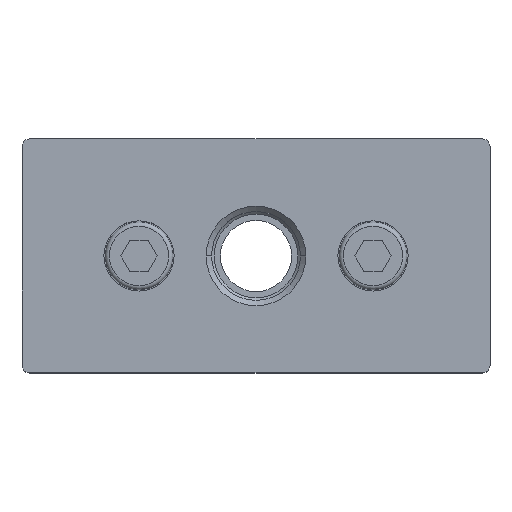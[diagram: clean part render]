
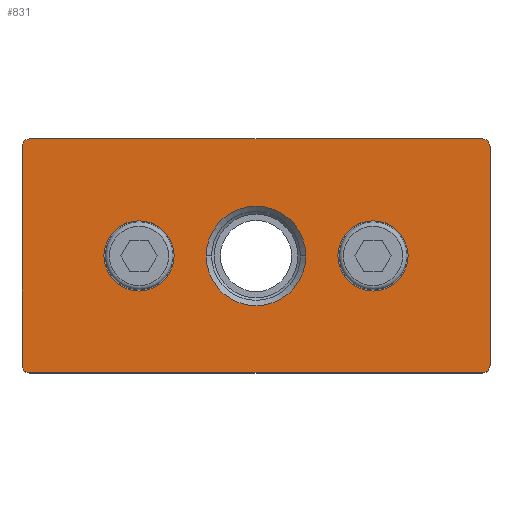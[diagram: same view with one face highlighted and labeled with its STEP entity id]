
A CAD part, top view. The second image highlights one B-rep face of the part: STEP entity #831.
In plain terms, the highlighted planar face has unit normal (0, 0, 1).
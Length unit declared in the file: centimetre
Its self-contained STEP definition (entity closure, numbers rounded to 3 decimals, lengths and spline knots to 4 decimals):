
#46=LINE('',#1295,#112);
#50=LINE('',#1304,#116);
#58=LINE('',#1340,#124);
#59=LINE('',#1344,#125);
#112=VECTOR('',#1023,1.);
#116=VECTOR('',#1033,1.);
#124=VECTOR('',#1077,1.);
#125=VECTOR('',#1080,1.);
#197=FACE_BOUND('',#281,.T.);
#198=FACE_BOUND('',#282,.T.);
#199=FACE_BOUND('',#283,.T.);
#224=FACE_OUTER_BOUND('',#280,.T.);
#280=EDGE_LOOP('',(#630,#631,#632,#633,#634,#635,#636,#637));
#281=EDGE_LOOP('',(#638));
#282=EDGE_LOOP('',(#639));
#283=EDGE_LOOP('',(#640,#641));
#329=CIRCLE('',#877,6.75);
#330=CIRCLE('',#879,6.75);
#339=CIRCLE('',#891,1.5);
#340=CIRCLE('',#894,1.5);
#347=CIRCLE('',#907,9.5725);
#348=CIRCLE('',#909,9.5725);
#349=CIRCLE('',#911,1.5);
#350=CIRCLE('',#912,1.5);
#377=VERTEX_POINT('',#1259);
#378=VERTEX_POINT('',#1263);
#391=VERTEX_POINT('',#1292);
#392=VERTEX_POINT('',#1294);
#393=VERTEX_POINT('',#1298);
#394=VERTEX_POINT('',#1302);
#395=VERTEX_POINT('',#1306);
#402=VERTEX_POINT('',#1331);
#403=VERTEX_POINT('',#1333);
#404=VERTEX_POINT('',#1339);
#405=VERTEX_POINT('',#1341);
#406=VERTEX_POINT('',#1343);
#452=EDGE_CURVE('',#377,#377,#329,.T.);
#454=EDGE_CURVE('',#378,#378,#330,.T.);
#469=EDGE_CURVE('',#392,#391,#46,.T.);
#472=EDGE_CURVE('',#391,#393,#339,.T.);
#474=EDGE_CURVE('',#393,#394,#50,.T.);
#476=EDGE_CURVE('',#394,#395,#340,.T.);
#488=EDGE_CURVE('',#402,#403,#347,.T.);
#490=EDGE_CURVE('',#403,#402,#348,.T.);
#491=EDGE_CURVE('',#395,#404,#58,.T.);
#492=EDGE_CURVE('',#404,#405,#349,.T.);
#493=EDGE_CURVE('',#405,#406,#59,.T.);
#494=EDGE_CURVE('',#406,#392,#350,.T.);
#630=ORIENTED_EDGE('',*,*,#474,.T.);
#631=ORIENTED_EDGE('',*,*,#476,.T.);
#632=ORIENTED_EDGE('',*,*,#491,.T.);
#633=ORIENTED_EDGE('',*,*,#492,.T.);
#634=ORIENTED_EDGE('',*,*,#493,.T.);
#635=ORIENTED_EDGE('',*,*,#494,.T.);
#636=ORIENTED_EDGE('',*,*,#469,.T.);
#637=ORIENTED_EDGE('',*,*,#472,.T.);
#638=ORIENTED_EDGE('',*,*,#452,.T.);
#639=ORIENTED_EDGE('',*,*,#454,.T.);
#640=ORIENTED_EDGE('',*,*,#488,.F.);
#641=ORIENTED_EDGE('',*,*,#490,.F.);
#796=PLANE('',#910);
#831=ADVANCED_FACE('',(#224,#197,#198,#199),#796,.T.);
#877=AXIS2_PLACEMENT_3D('',#1260,#990,#991);
#879=AXIS2_PLACEMENT_3D('',#1264,#995,#996);
#891=AXIS2_PLACEMENT_3D('',#1300,#1028,#1029);
#894=AXIS2_PLACEMENT_3D('',#1308,#1037,#1038);
#907=AXIS2_PLACEMENT_3D('',#1334,#1068,#1069);
#909=AXIS2_PLACEMENT_3D('',#1337,#1073,#1074);
#910=AXIS2_PLACEMENT_3D('',#1338,#1075,#1076);
#911=AXIS2_PLACEMENT_3D('',#1342,#1078,#1079);
#912=AXIS2_PLACEMENT_3D('',#1345,#1081,#1082);
#990=DIRECTION('center_axis',(0.,0.,-1.));
#991=DIRECTION('ref_axis',(1.,0.,0.));
#995=DIRECTION('center_axis',(0.,0.,-1.));
#996=DIRECTION('ref_axis',(1.,0.,0.));
#1023=DIRECTION('',(0.,-1.,0.));
#1028=DIRECTION('center_axis',(0.,0.,1.));
#1029=DIRECTION('ref_axis',(-1.,0.,0.));
#1033=DIRECTION('',(1.,0.,0.));
#1037=DIRECTION('center_axis',(0.,0.,1.));
#1038=DIRECTION('ref_axis',(0.,-1.,0.));
#1068=DIRECTION('center_axis',(0.,0.,1.));
#1069=DIRECTION('ref_axis',(1.,0.,0.));
#1073=DIRECTION('center_axis',(0.,0.,1.));
#1074=DIRECTION('ref_axis',(1.,0.,0.));
#1075=DIRECTION('center_axis',(0.,0.,1.));
#1076=DIRECTION('ref_axis',(1.,0.,0.));
#1077=DIRECTION('',(0.,1.,0.));
#1078=DIRECTION('center_axis',(0.,0.,1.));
#1079=DIRECTION('ref_axis',(1.,0.,0.));
#1080=DIRECTION('',(-1.,0.,0.));
#1081=DIRECTION('center_axis',(0.,0.,1.));
#1082=DIRECTION('ref_axis',(0.,1.,0.));
#1259=CARTESIAN_POINT('',(15.75,22.5,14.));
#1260=CARTESIAN_POINT('Origin',(22.5,22.5,14.));
#1263=CARTESIAN_POINT('',(60.75,22.5,14.));
#1264=CARTESIAN_POINT('Origin',(67.5,22.5,14.));
#1292=CARTESIAN_POINT('',(0.,1.5,14.));
#1294=CARTESIAN_POINT('',(0.,43.5,14.));
#1295=CARTESIAN_POINT('',(0.,66.,14.));
#1298=CARTESIAN_POINT('',(1.5,0.,14.));
#1300=CARTESIAN_POINT('Origin',(1.5,1.5,14.));
#1302=CARTESIAN_POINT('',(88.5,0.,14.));
#1304=CARTESIAN_POINT('',(1.5,0.,14.));
#1306=CARTESIAN_POINT('',(90.,1.5,14.));
#1308=CARTESIAN_POINT('Origin',(88.5,1.5,14.));
#1331=CARTESIAN_POINT('',(54.5725,22.5,14.));
#1333=CARTESIAN_POINT('',(35.4275,22.5,14.));
#1334=CARTESIAN_POINT('Origin',(45.,22.5,14.));
#1337=CARTESIAN_POINT('Origin',(45.,22.5,14.));
#1338=CARTESIAN_POINT('Origin',(45.,22.5,14.));
#1339=CARTESIAN_POINT('',(90.,43.5,14.));
#1340=CARTESIAN_POINT('',(90.,1.5,14.));
#1341=CARTESIAN_POINT('',(88.5,45.,14.));
#1342=CARTESIAN_POINT('Origin',(88.5,43.5,14.));
#1343=CARTESIAN_POINT('',(1.5,45.,14.));
#1344=CARTESIAN_POINT('',(88.5,45.,14.));
#1345=CARTESIAN_POINT('Origin',(1.5,43.5,14.));
